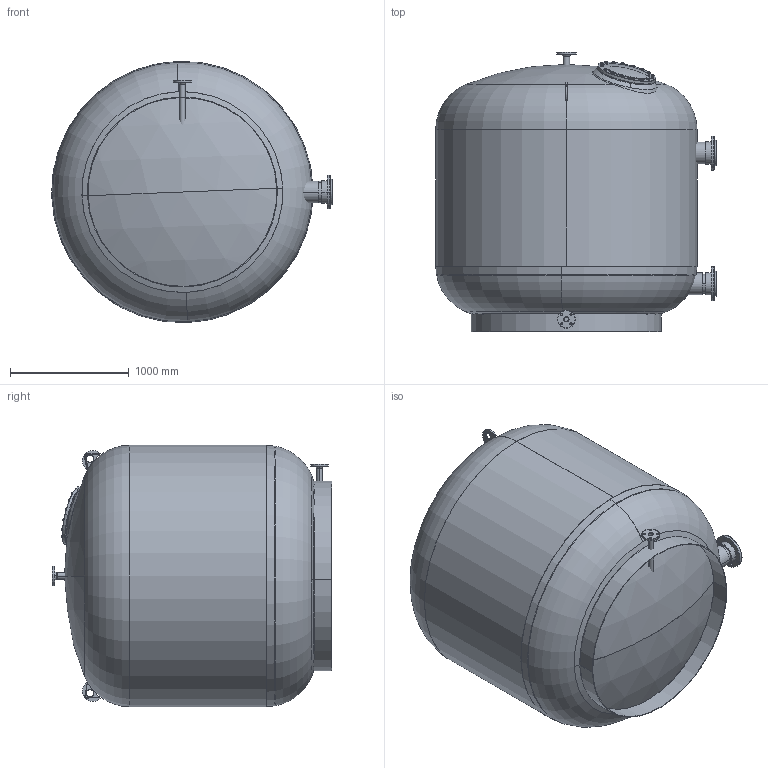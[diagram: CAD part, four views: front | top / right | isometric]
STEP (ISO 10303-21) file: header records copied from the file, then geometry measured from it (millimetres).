
FILE_DESCRIPTION (( 'STEP AP214' ), '1' );
FILE_NAME ('adriatics220c.STEP', '2020-11-06T08:07:14', ( '' ), ( '' ), 'SwSTEP 2.0', 'SolidWorks 2019', '' );
FILE_SCHEMA (( 'AUTOMOTIVE_DESIGN' ));
Length unit declared in the file: millimetre
Products named in the file (1): adriatics220c
Bounding box: 2362 x 2353.74 x 2200 mm (x, y, z)
Surface area: 42345451.8 mm2 (no closed solid volume)
Topology: 0 solids, 72 shells, 957 faces, 2080 edges, 1312 vertices
Faces by surface type: cylinder 382, plane 287, cone 184, torus 93, sphere 11
Entity records: 43034 total; most frequent: CARTESIAN_POINT 10668, DIRECTION 4658, ORIENTED_EDGE 4084, EDGE_CURVE 2076, AXIS2_PLACEMENT_3D 2014, VERTEX_POINT 1312, EDGE_LOOP 1186, CIRCLE 1056
